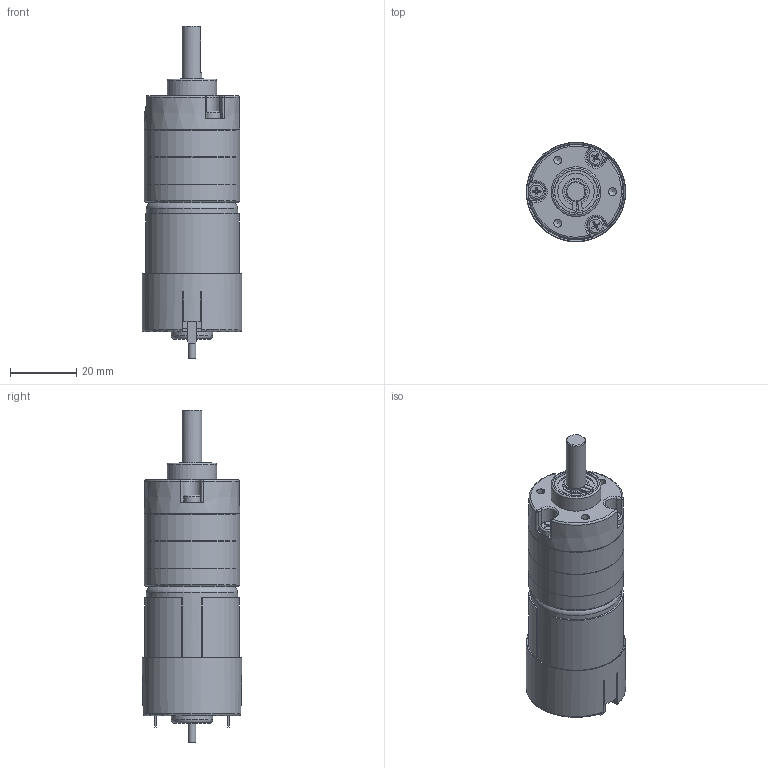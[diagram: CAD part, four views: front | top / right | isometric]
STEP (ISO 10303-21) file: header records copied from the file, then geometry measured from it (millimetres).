
FILE_DESCRIPTION(/* description */ (''),/* implementation_level */ '2;1');
FILE_NAME(/* name */ 'PS150_2stadi_stp',/* time_stamp */ '2024-02-20T10:19:16+01:00',/* author */ (''),/* organization */ (''),/* preprocessor_version */ 'ST-DEVELOPER v11',/* originating_system */ 'UGS - NX 5.0',/* authorisation */ '');
FILE_SCHEMA (('AUTOMOTIVE_DESIGN { 1 0 10303 214 1 1 1 1 }'));
Length unit declared in the file: millimetre
Products named in the file (1): Luig0FA35dif
Bounding box: 30 x 30 x 100.18 mm (x, y, z)
Volume: 34872.1 mm3; surface area: 26345.6 mm2
Topology: 19 solids, 19 shells, 1315 faces, 3598 edges, 2351 vertices
Faces by surface type: plane 997, cylinder 141, cone 62, bspline 52, torus 51, sphere 12
Full cylindrical faces by diameter (mm): 2 x6, 2.305 x1, 2.4 x3, 2.5 x5, 2.6 x3, 2.7 x2, 3 x3, 3.5 x1, 5 x3, 5.7 x1, 6 x4, 8 x4, 10 x3, 10.5 x1, 11 x4, 12 x1, 12.5 x1, 12.85 x2, 13 x4, 15 x1, 27.5 x1, 27.8 x3, 28.8 x2, 28.9 x1, 30 x1
Entity records: 42330 total; most frequent: CARTESIAN_POINT 9428, ORIENTED_EDGE 6904, DIRECTION 6243, EDGE_CURVE 3452, LINE 2647, VECTOR 2647, VERTEX_POINT 2318, AXIS2_PLACEMENT_3D 1798
